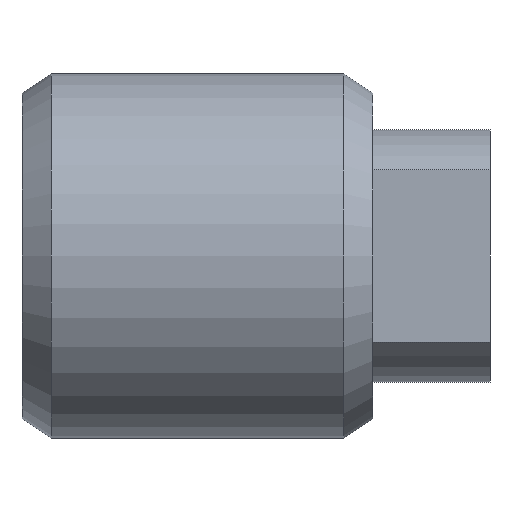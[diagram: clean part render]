
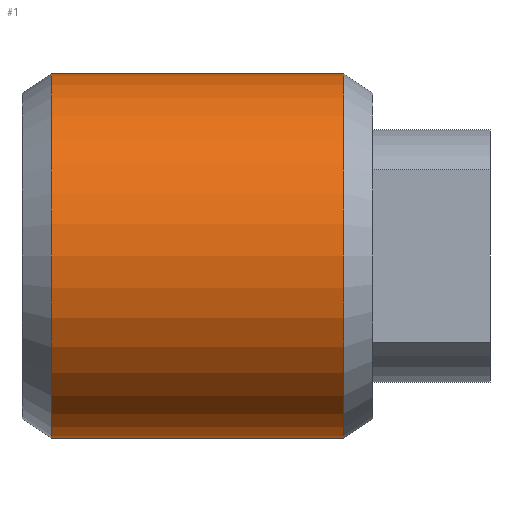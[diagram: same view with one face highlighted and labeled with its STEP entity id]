
A CAD part, front view. The second image highlights one B-rep face of the part: STEP entity #1.
In plain terms, the highlighted cylindrical face has radius 9.35 mm (diameter 18.7 mm), a partial arc.
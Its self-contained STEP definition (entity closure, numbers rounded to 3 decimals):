
#1 = ADVANCED_FACE ( 'NONE', ( #540 ), #232, .T. ) ;
#8 = AXIS2_PLACEMENT_3D ( 'NONE', #444, #341, #548 ) ;
#15 = CARTESIAN_POINT ( 'NONE',  ( -6.682, 0., 9.35 ) ) ;
#19 = VECTOR ( 'NONE', #343, 1000. ) ;
#22 = VERTEX_POINT ( 'NONE', #198 ) ;
#101 = DIRECTION ( 'NONE',  ( -1., 0., 0. ) ) ;
#105 = EDGE_CURVE ( 'NONE', #22, #643, #611, .T. ) ;
#163 = EDGE_CURVE ( 'NONE', #643, #503, #595, .T. ) ;
#198 = CARTESIAN_POINT ( 'NONE',  ( 8.318, 0., -9.35 ) ) ;
#199 = CARTESIAN_POINT ( 'NONE',  ( -142.529, 0., 9.35 ) ) ;
#232 = CYLINDRICAL_SURFACE ( 'NONE', #8, 9.35 ) ;
#237 = VECTOR ( 'NONE', #101, 1000. ) ;
#240 = CARTESIAN_POINT ( 'NONE',  ( -6.682, 0., -9.35 ) ) ;
#244 = CARTESIAN_POINT ( 'NONE',  ( 8.318, 0., 0. ) ) ;
#246 = ORIENTED_EDGE ( 'NONE', *, *, #311, .T. ) ;
#257 = ORIENTED_EDGE ( 'NONE', *, *, #313, .T. ) ;
#310 = LINE ( 'NONE', #199, #19 ) ;
#311 = EDGE_CURVE ( 'NONE', #491, #503, #310, .T. ) ;
#313 = EDGE_CURVE ( 'NONE', #22, #491, #569, .T. ) ;
#335 = DIRECTION ( 'NONE',  ( -1., 0., 0. ) ) ;
#341 = DIRECTION ( 'NONE',  ( -1., 0., 0. ) ) ;
#343 = DIRECTION ( 'NONE',  ( -1., 0., 0. ) ) ;
#382 = DIRECTION ( 'NONE',  ( 0., 0., 1. ) ) ;
#387 = EDGE_LOOP ( 'NONE', ( #600, #257, #246, #597 ) ) ;
#405 = AXIS2_PLACEMENT_3D ( 'NONE', #244, #462, #515 ) ;
#444 = CARTESIAN_POINT ( 'NONE',  ( -142.529, 0., 0. ) ) ;
#462 = DIRECTION ( 'NONE',  ( -1., 0., 0. ) ) ;
#481 = CARTESIAN_POINT ( 'NONE',  ( -6.682, 0., 0. ) ) ;
#491 = VERTEX_POINT ( 'NONE', #625 ) ;
#503 = VERTEX_POINT ( 'NONE', #15 ) ;
#515 = DIRECTION ( 'NONE',  ( 0., 0., 1. ) ) ;
#540 = FACE_OUTER_BOUND ( 'NONE', #387, .T. ) ;
#548 = DIRECTION ( 'NONE',  ( 0., 0., 1. ) ) ;
#569 = CIRCLE ( 'NONE', #405, 9.35 ) ;
#595 = CIRCLE ( 'NONE', #666, 9.35 ) ;
#597 = ORIENTED_EDGE ( 'NONE', *, *, #163, .F. ) ;
#600 = ORIENTED_EDGE ( 'NONE', *, *, #105, .F. ) ;
#611 = LINE ( 'NONE', #615, #237 ) ;
#615 = CARTESIAN_POINT ( 'NONE',  ( -142.529, 0., -9.35 ) ) ;
#625 = CARTESIAN_POINT ( 'NONE',  ( 8.318, 0., 9.35 ) ) ;
#643 = VERTEX_POINT ( 'NONE', #240 ) ;
#666 = AXIS2_PLACEMENT_3D ( 'NONE', #481, #335, #382 ) ;
